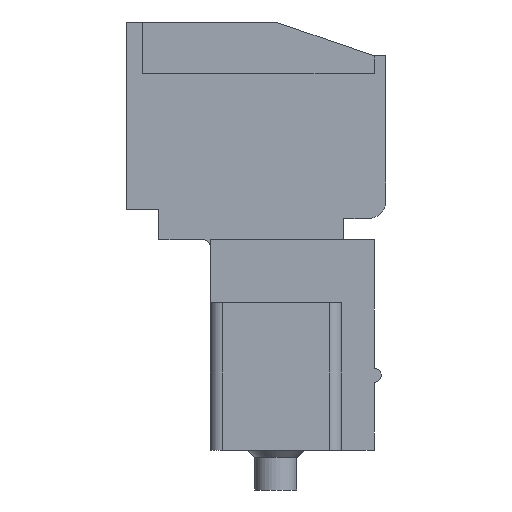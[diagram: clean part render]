
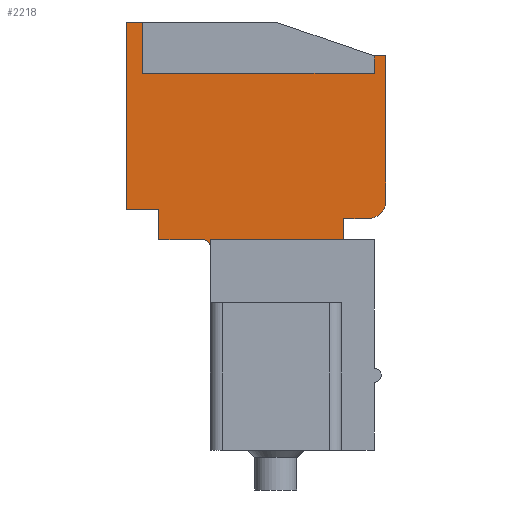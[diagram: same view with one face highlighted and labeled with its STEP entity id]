
A CAD part, left-side view. The second image highlights one B-rep face of the part: STEP entity #2218.
In plain terms, the highlighted planar face has unit normal (-1, 0, 0).
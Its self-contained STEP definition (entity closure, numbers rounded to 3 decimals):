
#2218 = ADVANCED_FACE( '', ( #5364 ), #5365, .T. );
#5364 = FACE_OUTER_BOUND( '', #9786, .T. );
#5365 = PLANE( '', #9787 );
#9786 = EDGE_LOOP( '', ( #15361, #15362, #15363, #15364, #15365, #15366, #15367, #15368, #15369, #15370, #15371, #15372, #15373, #15374, #15375, #15376 ) );
#9787 = AXIS2_PLACEMENT_3D( '', #15377, #15378, #15379 );
#15361 = ORIENTED_EDGE( '', *, *, #27743, .F. );
#15362 = ORIENTED_EDGE( '', *, *, #27744, .F. );
#15363 = ORIENTED_EDGE( '', *, *, #27745, .T. );
#15364 = ORIENTED_EDGE( '', *, *, #27746, .T. );
#15365 = ORIENTED_EDGE( '', *, *, #27747, .T. );
#15366 = ORIENTED_EDGE( '', *, *, #27748, .T. );
#15367 = ORIENTED_EDGE( '', *, *, #27749, .T. );
#15368 = ORIENTED_EDGE( '', *, *, #27750, .T. );
#15369 = ORIENTED_EDGE( '', *, *, #27751, .T. );
#15370 = ORIENTED_EDGE( '', *, *, #27752, .T. );
#15371 = ORIENTED_EDGE( '', *, *, #27753, .T. );
#15372 = ORIENTED_EDGE( '', *, *, #27754, .T. );
#15373 = ORIENTED_EDGE( '', *, *, #27755, .T. );
#15374 = ORIENTED_EDGE( '', *, *, #27756, .F. );
#15375 = ORIENTED_EDGE( '', *, *, #27757, .T. );
#15376 = ORIENTED_EDGE( '', *, *, #27758, .T. );
#15377 = CARTESIAN_POINT( '', ( -22.86, 0., 0. ) );
#15378 = DIRECTION( '', ( -1., 0., 0. ) );
#15379 = DIRECTION( '', ( 0., 0., 1. ) );
#27743 = EDGE_CURVE( '', #33733, #33734, #33735, .T. );
#27744 = EDGE_CURVE( '', #33736, #33733, #33737, .T. );
#27745 = EDGE_CURVE( '', #33736, #33738, #33739, .T. );
#27746 = EDGE_CURVE( '', #33738, #33740, #33741, .T. );
#27747 = EDGE_CURVE( '', #33740, #33742, #33743, .T. );
#27748 = EDGE_CURVE( '', #33742, #33744, #33745, .T. );
#27749 = EDGE_CURVE( '', #33744, #33746, #33747, .T. );
#27750 = EDGE_CURVE( '', #33746, #33748, #33749, .T. );
#27751 = EDGE_CURVE( '', #33748, #33750, #33751, .F. );
#27752 = EDGE_CURVE( '', #33750, #33752, #33753, .T. );
#27753 = EDGE_CURVE( '', #33752, #33754, #33755, .T. );
#27754 = EDGE_CURVE( '', #33754, #33756, #33757, .T. );
#27755 = EDGE_CURVE( '', #33756, #33758, #33759, .T. );
#27756 = EDGE_CURVE( '', #33760, #33758, #33761, .F. );
#27757 = EDGE_CURVE( '', #33760, #33762, #33763, .T. );
#27758 = EDGE_CURVE( '', #33762, #33734, #33764, .T. );
#33733 = VERTEX_POINT( '', #42250 );
#33734 = VERTEX_POINT( '', #42251 );
#33735 = LINE( '', #42252, #42253 );
#33736 = VERTEX_POINT( '', #42254 );
#33737 = LINE( '', #42255, #42256 );
#33738 = VERTEX_POINT( '', #42257 );
#33739 = LINE( '', #42258, #42259 );
#33740 = VERTEX_POINT( '', #42260 );
#33741 = LINE( '', #42261, #42262 );
#33742 = VERTEX_POINT( '', #42263 );
#33743 = LINE( '', #42264, #42265 );
#33744 = VERTEX_POINT( '', #42266 );
#33745 = LINE( '', #42267, #42268 );
#33746 = VERTEX_POINT( '', #42269 );
#33747 = LINE( '', #42270, #42271 );
#33748 = VERTEX_POINT( '', #42272 );
#33749 = LINE( '', #42273, #42274 );
#33750 = VERTEX_POINT( '', #42275 );
#33751 = CIRCLE( '', #42276, 0.3 );
#33752 = VERTEX_POINT( '', #42277 );
#33753 = LINE( '', #42278, #42279 );
#33754 = VERTEX_POINT( '', #42280 );
#33755 = LINE( '', #42281, #42282 );
#33756 = VERTEX_POINT( '', #42283 );
#33757 = LINE( '', #42284, #42285 );
#33758 = VERTEX_POINT( '', #42286 );
#33759 = LINE( '', #42287, #42288 );
#33760 = VERTEX_POINT( '', #42289 );
#33761 = CIRCLE( '', #42290, 0.75 );
#33762 = VERTEX_POINT( '', #42291 );
#33763 = LINE( '', #42292, #42293 );
#33764 = LINE( '', #42294, #42295 );
#42250 = CARTESIAN_POINT( '', ( -22.86, -4.1, 5.8 ) );
#42251 = CARTESIAN_POINT( '', ( -22.86, -4.1, 6.55 ) );
#42252 = CARTESIAN_POINT( '', ( -22.86, -4.1, 5.8 ) );
#42253 = VECTOR( '', #51644, 1000. );
#42254 = CARTESIAN_POINT( '', ( -22.86, 5.8, 5.8 ) );
#42255 = CARTESIAN_POINT( '', ( -22.86, 5.8, 5.8 ) );
#42256 = VECTOR( '', #51645, 1000. );
#42257 = CARTESIAN_POINT( '', ( -22.86, 5.8, 8. ) );
#42258 = CARTESIAN_POINT( '', ( -22.86, 5.8, 5.8 ) );
#42259 = VECTOR( '', #51646, 1000. );
#42260 = CARTESIAN_POINT( '', ( -22.86, 6.5, 8. ) );
#42261 = CARTESIAN_POINT( '', ( -22.86, -4.6, 8. ) );
#42262 = VECTOR( '', #51647, 1000. );
#42263 = CARTESIAN_POINT( '', ( -22.86, 6.5, 0. ) );
#42264 = CARTESIAN_POINT( '', ( -22.86, 6.5, 8. ) );
#42265 = VECTOR( '', #51648, 1000. );
#42266 = CARTESIAN_POINT( '', ( -22.86, 5.1, 0. ) );
#42267 = CARTESIAN_POINT( '', ( -22.86, 5.1, 0. ) );
#42268 = VECTOR( '', #51649, 1000. );
#42269 = CARTESIAN_POINT( '', ( -22.86, 5.1, -1.3 ) );
#42270 = CARTESIAN_POINT( '', ( -22.86, 5.1, -1.3 ) );
#42271 = VECTOR( '', #51650, 1000. );
#42272 = CARTESIAN_POINT( '', ( -22.86, 3.2, -1.3 ) );
#42273 = CARTESIAN_POINT( '', ( -22.86, 2.9, -1.3 ) );
#42274 = VECTOR( '', #51651, 1000. );
#42275 = CARTESIAN_POINT( '', ( -22.86, 2.9, -1.6 ) );
#42276 = AXIS2_PLACEMENT_3D( '', #51652, #51653, #51654 );
#42277 = CARTESIAN_POINT( '', ( -22.86, 2.9, -1.3 ) );
#42278 = CARTESIAN_POINT( '', ( -22.86, 2.9, -1.6 ) );
#42279 = VECTOR( '', #51655, 1000. );
#42280 = CARTESIAN_POINT( '', ( -22.86, -2.8, -1.3 ) );
#42281 = CARTESIAN_POINT( '', ( -22.86, 2.9, -1.3 ) );
#42282 = VECTOR( '', #51656, 1000. );
#42283 = CARTESIAN_POINT( '', ( -22.86, -2.8, -0.4 ) );
#42284 = CARTESIAN_POINT( '', ( -22.86, -2.8, -0.4 ) );
#42285 = VECTOR( '', #51657, 1000. );
#42286 = CARTESIAN_POINT( '', ( -22.86, -3.85, -0.4 ) );
#42287 = CARTESIAN_POINT( '', ( -22.86, -4.6, -0.4 ) );
#42288 = VECTOR( '', #51658, 1000. );
#42289 = CARTESIAN_POINT( '', ( -22.86, -4.6, 0.35 ) );
#42290 = AXIS2_PLACEMENT_3D( '', #51659, #51660, #51661 );
#42291 = CARTESIAN_POINT( '', ( -22.86, -4.6, 6.55 ) );
#42292 = CARTESIAN_POINT( '', ( -22.86, -4.6, -1.3 ) );
#42293 = VECTOR( '', #51662, 1000. );
#42294 = CARTESIAN_POINT( '', ( -22.86, -4.6, 6.55 ) );
#42295 = VECTOR( '', #51663, 1000. );
#51644 = DIRECTION( '', ( 0., 0., 1. ) );
#51645 = DIRECTION( '', ( 0., -1., 0. ) );
#51646 = DIRECTION( '', ( 0., 0., 1. ) );
#51647 = DIRECTION( '', ( 0., 1., 0. ) );
#51648 = DIRECTION( '', ( 0., 0., -1. ) );
#51649 = DIRECTION( '', ( 0., -1., 0. ) );
#51650 = DIRECTION( '', ( 0., 0., -1. ) );
#51651 = DIRECTION( '', ( 0., -1., 0. ) );
#51652 = CARTESIAN_POINT( '', ( -22.86, 3.2, -1.6 ) );
#51653 = DIRECTION( '', ( -1., 0., 0. ) );
#51654 = DIRECTION( '', ( 0., 0., 1. ) );
#51655 = DIRECTION( '', ( 0., 0., 1. ) );
#51656 = DIRECTION( '', ( 0., -1., 0. ) );
#51657 = DIRECTION( '', ( 0., 0., 1. ) );
#51658 = DIRECTION( '', ( 0., -1., 0. ) );
#51659 = CARTESIAN_POINT( '', ( -22.86, -3.85, 0.35 ) );
#51660 = DIRECTION( '', ( -1., 0., 0. ) );
#51661 = DIRECTION( '', ( 0., 0., 1. ) );
#51662 = DIRECTION( '', ( 0., 0., 1. ) );
#51663 = DIRECTION( '', ( 0., 1., 0. ) );
